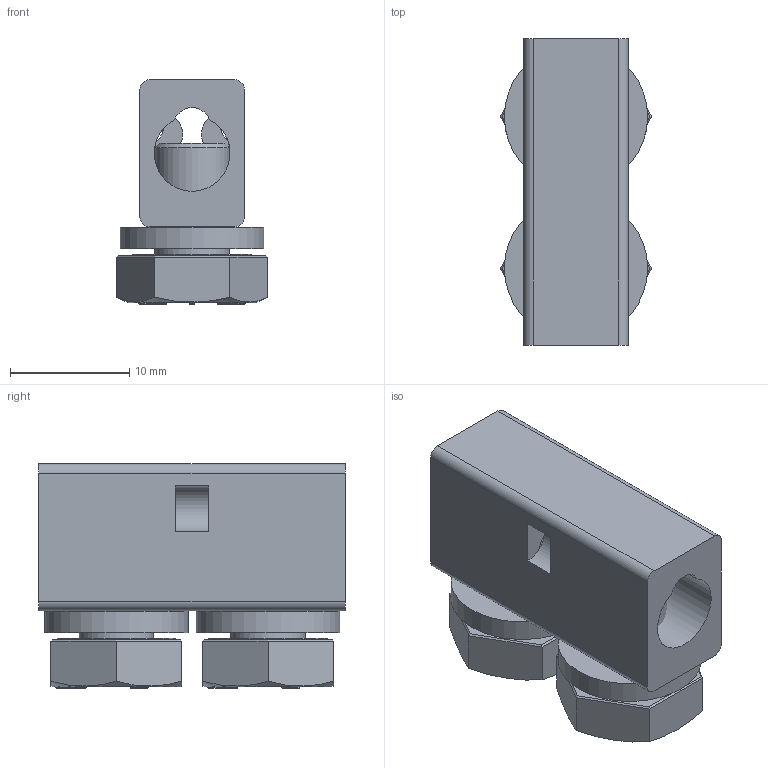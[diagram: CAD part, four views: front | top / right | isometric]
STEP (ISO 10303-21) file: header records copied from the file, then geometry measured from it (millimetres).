
FILE_DESCRIPTION(('FreeCAD Model'),'2;1');
FILE_NAME('Open CASCADE Shape Model','2021-12-10T15:59:21',('Author'),( ''),'Open CASCADE STEP processor 7.5','FreeCAD','Unknown');
FILE_SCHEMA(('AUTOMOTIVE_DESIGN { 1 0 10303 214 1 1 1 1 }'));
Length unit declared in the file: millimetre
Products named in the file (6): Unnamed; M6-Washer; 25F37HCS5T001; M6-Washer001; 25F37HCS5T; P4
Assembly tree (5 placements, depth 2):
  Unnamed
    M6-Washer
    25F37HCS5T001
    M6-Washer001
    25F37HCS5T
    P4
Bounding box: 12.67 x 25.65 x 18.78 mm (x, y, z)
Volume: 3408.3 mm3; surface area: 3414.3 mm2
Topology: 5 solids, 5 shells, 192 faces, 466 edges, 288 vertices
Faces by surface type: plane 80, cylinder 72, torus 24, cone 8, bspline 8
Full cylindrical faces by diameter (mm): 5.359 x2, 6.223 x2, 6.4 x2, 9.906 x2, 12 x2
Entity records: 6553 total; most frequent: CARTESIAN_POINT 1830, DIRECTION 958, ORIENTED_EDGE 932, EDGE_CURVE 466, AXIS2_PLACEMENT_3D 378, VERTEX_POINT 288, FACE_BOUND 214, EDGE_LOOP 214
